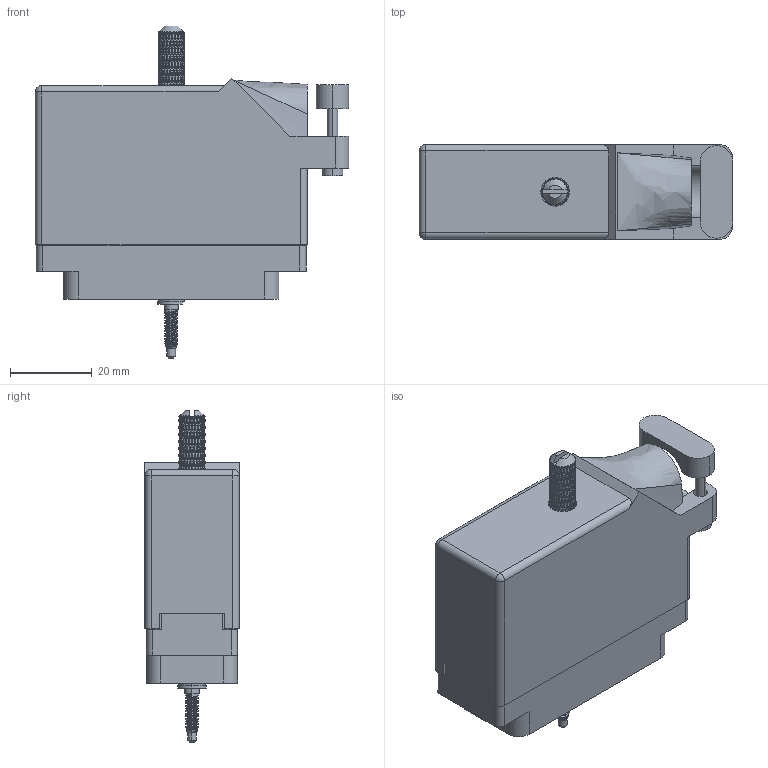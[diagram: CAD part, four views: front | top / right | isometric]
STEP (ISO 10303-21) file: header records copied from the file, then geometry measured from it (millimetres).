
FILE_DESCRIPTION (( 'STEP AP203' ), '1' );
FILE_NAME ('516-056-542-325.STEP', '2020-03-10T14:10:20', ( '' ), ( '' ), 'SwSTEP 2.0', 'SolidWorks 2016', '' );
FILE_SCHEMA (( 'CONFIG_CONTROL_DESIGN' ));
Products named in the file (9): 516-250-038-111; Actuating Screw Assy 038-056; 516-253-138-107; 516-251-035-100; 516-056-542-325; 516-253-035-100; 516-292-001_542 Contact; 516-230-001_Plastic - 056 Side Entry; 516 Plug Insulator_056
Assembly tree (64 placements, depth 3):
  516-056-542-325
    516 Plug Insulator_056
    516-292-001_542 Contact  x56
    516-230-001_Plastic - 056 Side Entry
    Actuating Screw Assy 038-056
      516-251-035-100
      516-253-035-100  x2
      516-253-138-107
      516-250-038-111
Bounding box: 76.5 x 23.11 x 81.03 mm (x, y, z)
Volume: 28352 mm3; surface area: 46876.2 mm2
Topology: 63 solids, 63 shells, 6721 faces, 18432 edges, 11860 vertices
Faces by surface type: plane 3362, cylinder 1992, bspline 1345, cone 20, sphere 2
Entity records: 114640 total; most frequent: CARTESIAN_POINT 56604, ORIENTED_EDGE 13956, DIRECTION 9040, EDGE_CURVE 6978, VERTEX_POINT 4262, VECTOR 3110, LINE 3110, AXIS2_PLACEMENT_3D 2965
